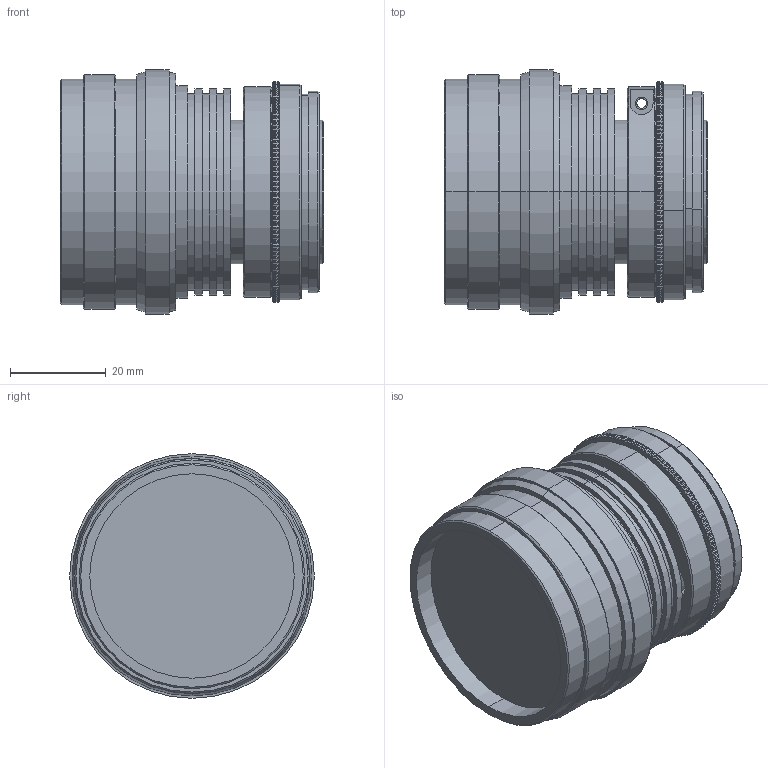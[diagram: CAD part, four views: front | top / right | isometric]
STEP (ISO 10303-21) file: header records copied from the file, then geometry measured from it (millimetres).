
FILE_DESCRIPTION (( 'STEP AP203' ), '1' );
FILE_NAME ('29IC-2045 3D.STEP', '2023-11-16T08:57:49', ( '' ), ( '' ), 'SwSTEP 2.0', 'SolidWorks 2018', '' );
FILE_SCHEMA (( 'CONFIG_CONTROL_DESIGN' ));
Length unit declared in the file: millimetre
Products named in the file (4): 噩芠妗陑3D; 29IC-2045 3D; 惕踡遠; M42諉諳
Assembly tree (3 placements, depth 2):
  29IC-2045 3D
    噩芠妗陑3D
    M42諉諳
    惕踡遠
Bounding box: 54.9 x 51 x 51 mm (x, y, z)
Volume: 80950.1 mm3; surface area: 20977.3 mm2
Topology: 3 solids, 3 shells, 725 faces, 2062 edges, 1367 vertices
Faces by surface type: cylinder 371, plane 318, cone 36
Entity records: 26325 total; most frequent: CARTESIAN_POINT 8418, ORIENTED_EDGE 4124, DIRECTION 3051, EDGE_CURVE 2062, VERTEX_POINT 1367, AXIS2_PLACEMENT_3D 1176, B_SPLINE_CURVE_WITH_KNOTS 918, EDGE_LOOP 755
